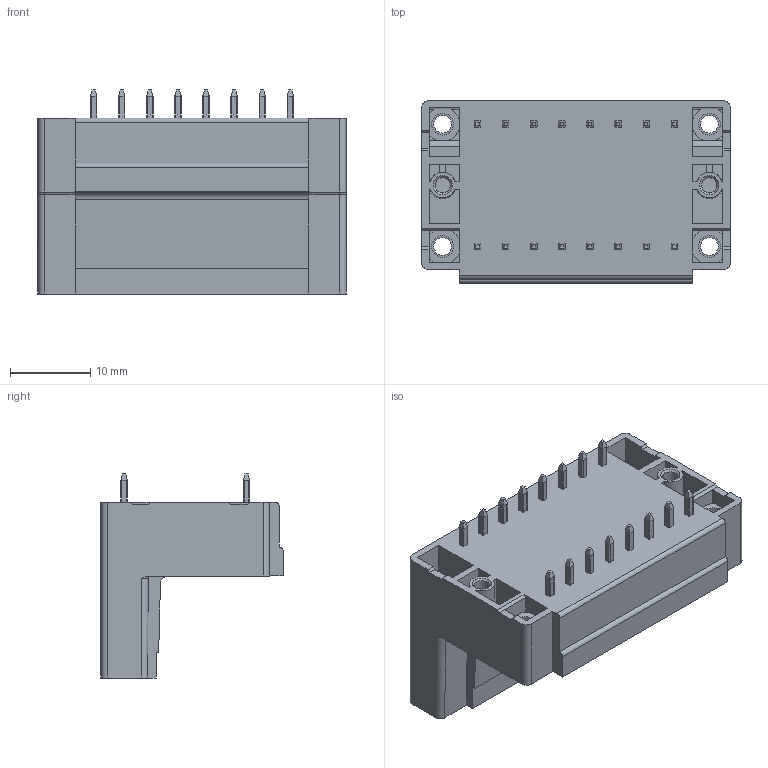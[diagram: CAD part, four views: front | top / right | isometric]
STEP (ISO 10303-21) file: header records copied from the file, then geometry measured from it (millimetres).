
FILE_DESCRIPTION((''),'2;1');
FILE_NAME('TLPHDW-005-1','2024-09-23T09:29:59',('sheji109'),(''),'CREO PARAMETRIC BY PTC INC, 2018100','CREO PARAMETRIC BY PTC INC, 2018100','');
FILE_SCHEMA(('CONFIG_CONTROL_DESIGN'));
Length unit declared in the file: millimetre
Products named in the file (1): TLPHDW-005-1
Bounding box: 38.4 x 22.7 x 25.4 mm (x, y, z)
Volume: 8228.5 mm3; surface area: 8540.2 mm2
Topology: 1 solids, 1 shells, 1444 faces, 4016 edges, 2652 vertices
Faces by surface type: plane 963, cylinder 359, cone 88, torus 32, bspline 2
Entity records: 46624 total; most frequent: CARTESIAN_POINT 9376, ORIENTED_EDGE 8032, DIRECTION 7398, EDGE_CURVE 4016, VECTOR 2886, LINE 2886, VERTEX_POINT 2652, AXIS2_PLACEMENT_3D 2256
